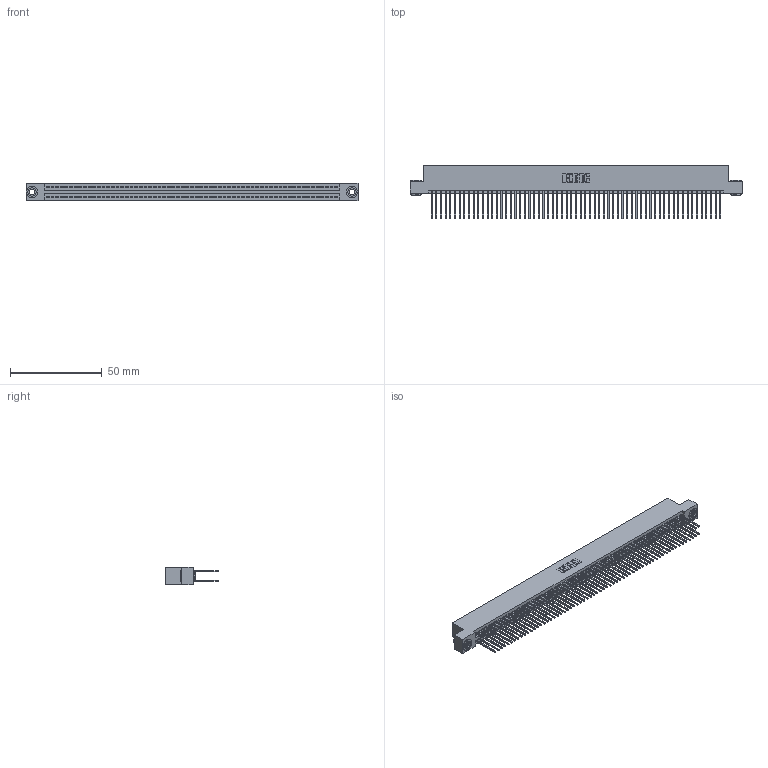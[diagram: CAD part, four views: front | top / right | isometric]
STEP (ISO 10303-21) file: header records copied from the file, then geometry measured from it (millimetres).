
FILE_DESCRIPTION (( 'STEP AP203' ), '1' );
FILE_NAME ('345-126-540-203.STEP', '2018-10-19T13:39:44', ( '' ), ( '' ), 'SwSTEP 2.0', 'SolidWorks 2016', '' );
FILE_SCHEMA (( 'CONFIG_CONTROL_DESIGN' ));
Length unit declared in the file: inch
Products named in the file (4): 345 Part_Flush Mounting Lugs - 0.156 Dia-TH; 345-126-540-203; 345-292-001_345-293-140; 345-250-002_345-250-002-102
Assembly tree (129 placements, depth 2):
  345-126-540-203
    345 Part_Flush Mounting Lugs - 0.156 Dia-TH
    345-292-001_345-293-140  x126
    345-250-002_345-250-002-102  x2
Bounding box: 181.23 x 29.13 x 9.4 mm (x, y, z)
Volume: 18296.8 mm3; surface area: 29873.4 mm2
Topology: 129 solids, 129 shells, 6464 faces, 19191 edges, 12622 vertices
Faces by surface type: plane 4248, cylinder 2208, cone 8
Entity records: 47272 total; most frequent: CARTESIAN_POINT 7879, ORIENTED_EDGE 7806, DIRECTION 6953, EDGE_CURVE 3903, VECTOR 3495, LINE 3495, VERTEX_POINT 2598, AXIS2_PLACEMENT_3D 1729
